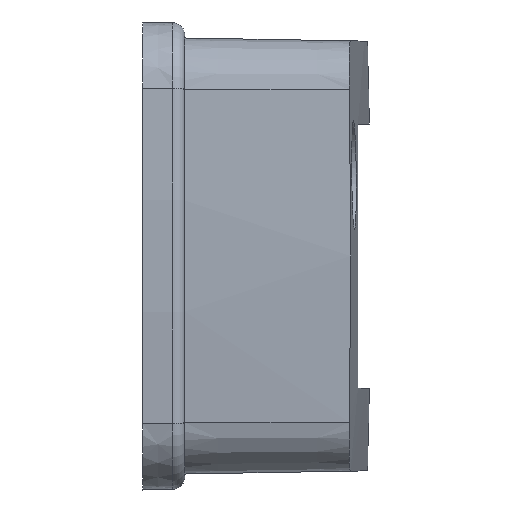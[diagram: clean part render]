
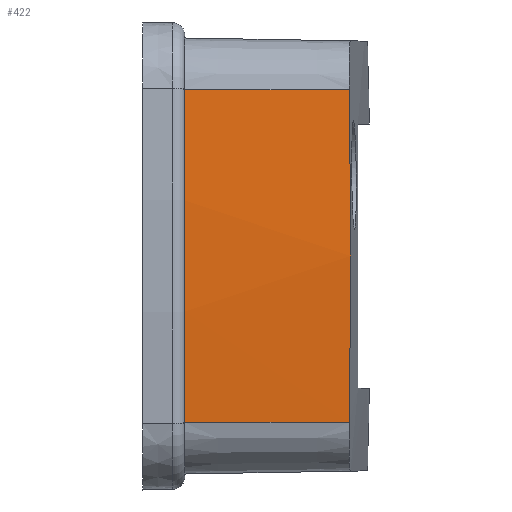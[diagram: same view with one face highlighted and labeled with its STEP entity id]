
A CAD part, front view. The second image highlights one B-rep face of the part: STEP entity #422.
In plain terms, the highlighted conical face has half-angle 1 degrees and reference radius 178.668 mm.
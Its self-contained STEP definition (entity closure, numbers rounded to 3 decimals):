
#115=B_SPLINE_CURVE_WITH_KNOTS('',3,(#1827,#1828,#1829,#1830),
 .UNSPECIFIED.,.F.,.F.,(4,4),(0.,1.),.UNSPECIFIED.);
#138=FACE_OUTER_BOUND('',#575,.T.);
#236=LINE('',#1918,#340);
#237=LINE('',#1922,#341);
#340=VECTOR('',#1462,1.);
#341=VECTOR('',#1465,1.);
#389=CONICAL_SURFACE('',#1270,178.668,1.);
#422=ADVANCED_FACE('',(#138),#389,.T.);
#575=EDGE_LOOP('',(#735,#736,#737,#738));
#735=ORIENTED_EDGE('',*,*,#1109,.F.);
#736=ORIENTED_EDGE('',*,*,#1127,.T.);
#737=ORIENTED_EDGE('',*,*,#1128,.T.);
#738=ORIENTED_EDGE('',*,*,#1129,.F.);
#994=VERTEX_POINT('',#1826);
#995=VERTEX_POINT('',#1831);
#1009=VERTEX_POINT('',#1919);
#1010=VERTEX_POINT('',#1921);
#1109=EDGE_CURVE('',#994,#995,#115,.T.);
#1127=EDGE_CURVE('',#994,#1009,#236,.T.);
#1128=EDGE_CURVE('',#1009,#1010,#1211,.T.);
#1129=EDGE_CURVE('',#995,#1010,#237,.T.);
#1211=CIRCLE('',#1269,178.668);
#1269=AXIS2_PLACEMENT_3D('',#1920,#1463,#1464);
#1270=AXIS2_PLACEMENT_3D('',#1923,#1466,#1467);
#1462=DIRECTION('',(-1.,-0.017,0.001));
#1463=DIRECTION('',(1.,0.,0.));
#1464=DIRECTION('',(0.,1.,0.));
#1465=DIRECTION('',(-1.,-0.017,-0.001));
#1466=DIRECTION('',(-1.,0.,0.));
#1467=DIRECTION('',(0.,1.,0.));
#1826=CARTESIAN_POINT('',(17.224,-71.45,13.844));
#1827=CARTESIAN_POINT('',(17.224,-71.45,13.844));
#1828=CARTESIAN_POINT('',(17.39,-72.164,4.629));
#1829=CARTESIAN_POINT('',(17.39,-72.164,-4.629));
#1830=CARTESIAN_POINT('',(17.224,-71.45,-13.844));
#1831=CARTESIAN_POINT('',(17.224,-71.45,-13.844));
#1918=CARTESIAN_POINT('',(3.5,-71.689,13.862));
#1919=CARTESIAN_POINT('',(3.5,-71.689,13.862));
#1920=CARTESIAN_POINT('',(3.5,106.441,0.));
#1921=CARTESIAN_POINT('',(3.5,-71.689,-13.862));
#1922=CARTESIAN_POINT('',(3.5,-71.689,-13.862));
#1923=CARTESIAN_POINT('',(3.5,106.441,0.));
